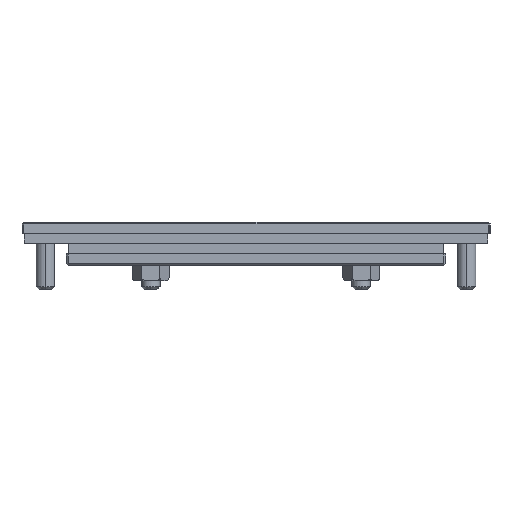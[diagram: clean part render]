
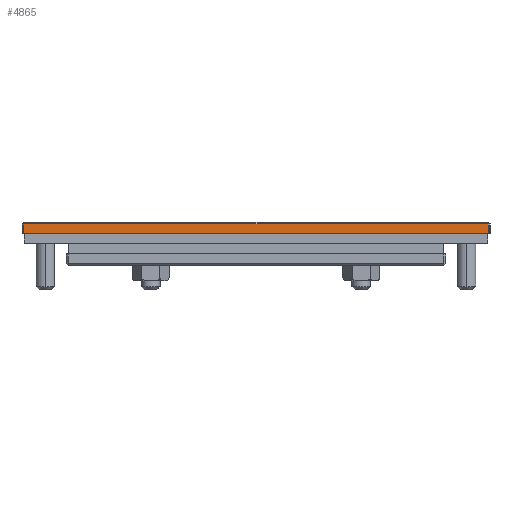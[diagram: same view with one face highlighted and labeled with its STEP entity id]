
A CAD part, left-side view. The second image highlights one B-rep face of the part: STEP entity #4865.
In plain terms, the highlighted planar face has unit normal (-1, 0, 0).
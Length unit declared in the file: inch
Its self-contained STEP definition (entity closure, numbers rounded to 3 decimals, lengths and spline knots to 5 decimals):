
#151 = DIRECTION ( 'NONE',  ( -1., 0., 0. ) ) ;
#299 = CARTESIAN_POINT ( 'NONE',  ( -2.85433, -1.9685, 0.08268 ) ) ;
#1557 = VERTEX_POINT ( 'NONE', #11544 ) ;
#1708 = EDGE_CURVE ( 'NONE', #12046, #1557, #15948, .T. ) ;
#1847 = CARTESIAN_POINT ( 'NONE',  ( -2.85433, 1.95276, 0.09843 ) ) ;
#2320 = VECTOR ( 'NONE', #5840, 39.37008 ) ;
#4416 = DIRECTION ( 'NONE',  ( 0., 0., 1. ) ) ;
#4865 = ADVANCED_FACE ( 'NONE', ( #13232 ), #6487, .T. ) ;
#5373 = VECTOR ( 'NONE', #22591, 39.37008 ) ;
#5840 = DIRECTION ( 'NONE',  ( 0., 0., -1. ) ) ;
#6487 = PLANE ( 'NONE',  #9501 ) ;
#6770 = CARTESIAN_POINT ( 'NONE',  ( -2.85433, -1.9685, 0.09843 ) ) ;
#7427 = DIRECTION ( 'NONE',  ( 0., -1., 0. ) ) ;
#7541 = ORIENTED_EDGE ( 'NONE', *, *, #23200, .T. ) ;
#9501 = AXIS2_PLACEMENT_3D ( 'NONE', #6770, #151, #4416 ) ;
#9892 = ORIENTED_EDGE ( 'NONE', *, *, #18020, .F. ) ;
#11544 = CARTESIAN_POINT ( 'NONE',  ( -2.85433, -1.95276, 0. ) ) ;
#12046 = VERTEX_POINT ( 'NONE', #22280 ) ;
#13232 = FACE_OUTER_BOUND ( 'NONE', #26031, .T. ) ;
#13763 = ORIENTED_EDGE ( 'NONE', *, *, #21198, .T. ) ;
#14189 = LINE ( 'NONE', #22992, #5373 ) ;
#15171 = DIRECTION ( 'NONE',  ( 0., -1., 0. ) ) ;
#15948 = LINE ( 'NONE', #22144, #21503 ) ;
#16220 = CARTESIAN_POINT ( 'NONE',  ( -2.85433, -1.95276, 0.08268 ) ) ;
#18020 = EDGE_CURVE ( 'NONE', #18095, #27268, #23155, .T. ) ;
#18095 = VERTEX_POINT ( 'NONE', #27099 ) ;
#19795 = VECTOR ( 'NONE', #15171, 39.37008 ) ;
#20046 = ORIENTED_EDGE ( 'NONE', *, *, #1708, .T. ) ;
#21198 = EDGE_CURVE ( 'NONE', #1557, #27268, #14189, .T. ) ;
#21503 = VECTOR ( 'NONE', #7427, 39.37008 ) ;
#22144 = CARTESIAN_POINT ( 'NONE',  ( -2.85433, -1.9685, 0. ) ) ;
#22280 = CARTESIAN_POINT ( 'NONE',  ( -2.85433, 1.95276, 0. ) ) ;
#22591 = DIRECTION ( 'NONE',  ( 0., 0., 1. ) ) ;
#22992 = CARTESIAN_POINT ( 'NONE',  ( -2.85433, -1.95276, 0.09843 ) ) ;
#23155 = LINE ( 'NONE', #299, #19795 ) ;
#23200 = EDGE_CURVE ( 'NONE', #18095, #12046, #24453, .T. ) ;
#24453 = LINE ( 'NONE', #1847, #2320 ) ;
#26031 = EDGE_LOOP ( 'NONE', ( #9892, #7541, #20046, #13763 ) ) ;
#27099 = CARTESIAN_POINT ( 'NONE',  ( -2.85433, 1.95276, 0.08268 ) ) ;
#27268 = VERTEX_POINT ( 'NONE', #16220 ) ;
